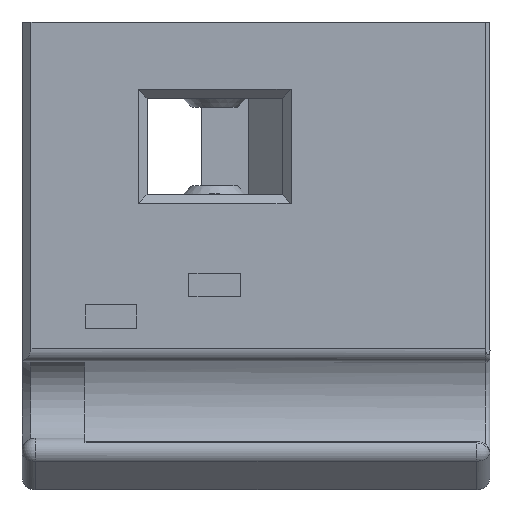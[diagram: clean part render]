
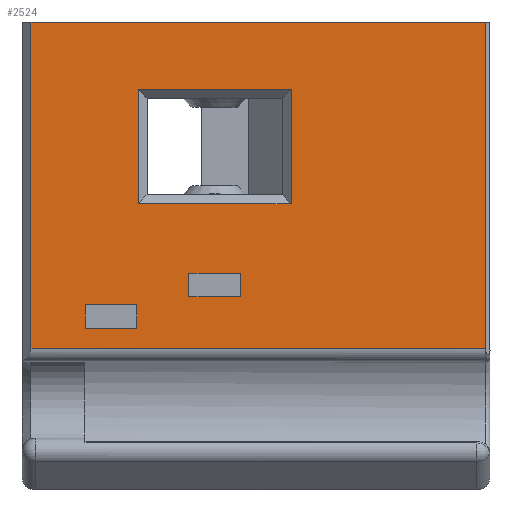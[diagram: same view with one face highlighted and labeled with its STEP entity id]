
A CAD part, front view. The second image highlights one B-rep face of the part: STEP entity #2524.
In plain terms, the highlighted planar face has unit normal (0, -1, 0).
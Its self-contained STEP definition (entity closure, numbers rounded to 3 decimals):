
#73=FACE_BOUND('',#342,.T.);
#74=FACE_BOUND('',#343,.T.);
#75=FACE_BOUND('',#344,.T.);
#198=FACE_OUTER_BOUND('',#341,.T.);
#341=EDGE_LOOP('',(#1809,#1810,#1811,#1812));
#342=EDGE_LOOP('',(#1813,#1814,#1815,#1816));
#343=EDGE_LOOP('',(#1817,#1818,#1819,#1820));
#344=EDGE_LOOP('',(#1821,#1822,#1823,#1824));
#542=LINE('',#3880,#831);
#543=LINE('',#3882,#832);
#544=LINE('',#3884,#833);
#545=LINE('',#3885,#834);
#546=LINE('',#3888,#835);
#547=LINE('',#3890,#836);
#548=LINE('',#3892,#837);
#549=LINE('',#3893,#838);
#550=LINE('',#3896,#839);
#551=LINE('',#3898,#840);
#552=LINE('',#3900,#841);
#553=LINE('',#3901,#842);
#554=LINE('',#3904,#843);
#555=LINE('',#3906,#844);
#556=LINE('',#3908,#845);
#557=LINE('',#3909,#846);
#831=VECTOR('',#3073,1000.);
#832=VECTOR('',#3074,1000.);
#833=VECTOR('',#3075,1000.);
#834=VECTOR('',#3076,1000.);
#835=VECTOR('',#3077,1000.);
#836=VECTOR('',#3078,1000.);
#837=VECTOR('',#3079,1000.);
#838=VECTOR('',#3080,1000.);
#839=VECTOR('',#3081,1000.);
#840=VECTOR('',#3082,1000.);
#841=VECTOR('',#3083,1000.);
#842=VECTOR('',#3084,1000.);
#843=VECTOR('',#3085,1000.);
#844=VECTOR('',#3086,1000.);
#845=VECTOR('',#3087,1000.);
#846=VECTOR('',#3088,1000.);
#1143=VERTEX_POINT('',#3878);
#1144=VERTEX_POINT('',#3879);
#1145=VERTEX_POINT('',#3881);
#1146=VERTEX_POINT('',#3883);
#1147=VERTEX_POINT('',#3886);
#1148=VERTEX_POINT('',#3887);
#1149=VERTEX_POINT('',#3889);
#1150=VERTEX_POINT('',#3891);
#1151=VERTEX_POINT('',#3894);
#1152=VERTEX_POINT('',#3895);
#1153=VERTEX_POINT('',#3897);
#1154=VERTEX_POINT('',#3899);
#1155=VERTEX_POINT('',#3902);
#1156=VERTEX_POINT('',#3903);
#1157=VERTEX_POINT('',#3905);
#1158=VERTEX_POINT('',#3907);
#1404=EDGE_CURVE('',#1143,#1144,#542,.T.);
#1405=EDGE_CURVE('',#1144,#1145,#543,.F.);
#1406=EDGE_CURVE('',#1145,#1146,#544,.T.);
#1407=EDGE_CURVE('',#1143,#1146,#545,.T.);
#1408=EDGE_CURVE('',#1147,#1148,#546,.T.);
#1409=EDGE_CURVE('',#1148,#1149,#547,.T.);
#1410=EDGE_CURVE('',#1149,#1150,#548,.T.);
#1411=EDGE_CURVE('',#1150,#1147,#549,.T.);
#1412=EDGE_CURVE('',#1151,#1152,#550,.T.);
#1413=EDGE_CURVE('',#1153,#1151,#551,.T.);
#1414=EDGE_CURVE('',#1154,#1153,#552,.T.);
#1415=EDGE_CURVE('',#1154,#1152,#553,.T.);
#1416=EDGE_CURVE('',#1155,#1156,#554,.T.);
#1417=EDGE_CURVE('',#1157,#1155,#555,.T.);
#1418=EDGE_CURVE('',#1157,#1158,#556,.T.);
#1419=EDGE_CURVE('',#1158,#1156,#557,.T.);
#1809=ORIENTED_EDGE('',*,*,#1404,.T.);
#1810=ORIENTED_EDGE('',*,*,#1405,.T.);
#1811=ORIENTED_EDGE('',*,*,#1406,.T.);
#1812=ORIENTED_EDGE('',*,*,#1407,.F.);
#1813=ORIENTED_EDGE('',*,*,#1408,.T.);
#1814=ORIENTED_EDGE('',*,*,#1409,.T.);
#1815=ORIENTED_EDGE('',*,*,#1410,.T.);
#1816=ORIENTED_EDGE('',*,*,#1411,.T.);
#1817=ORIENTED_EDGE('',*,*,#1412,.F.);
#1818=ORIENTED_EDGE('',*,*,#1413,.F.);
#1819=ORIENTED_EDGE('',*,*,#1414,.F.);
#1820=ORIENTED_EDGE('',*,*,#1415,.T.);
#1821=ORIENTED_EDGE('',*,*,#1416,.F.);
#1822=ORIENTED_EDGE('',*,*,#1417,.F.);
#1823=ORIENTED_EDGE('',*,*,#1418,.T.);
#1824=ORIENTED_EDGE('',*,*,#1419,.T.);
#2403=PLANE('',#2722);
#2524=ADVANCED_FACE('',(#198,#73,#74,#75),#2403,.F.);
#2722=AXIS2_PLACEMENT_3D('',#3877,#3071,#3072);
#3071=DIRECTION('center_axis',(0.,1.,0.));
#3072=DIRECTION('ref_axis',(0.,0.,1.));
#3073=DIRECTION('',(0.,0.,-1.));
#3074=DIRECTION('',(-1.,0.,0.));
#3075=DIRECTION('',(0.,0.,1.));
#3076=DIRECTION('',(1.,0.,0.));
#3077=DIRECTION('',(0.,0.,1.));
#3078=DIRECTION('',(1.,0.,0.));
#3079=DIRECTION('',(0.,0.,-1.));
#3080=DIRECTION('',(-1.,0.,0.));
#3081=DIRECTION('',(1.,0.,0.));
#3082=DIRECTION('',(0.,0.,-1.));
#3083=DIRECTION('',(-1.,0.,0.));
#3084=DIRECTION('',(0.,0.,-1.));
#3085=DIRECTION('',(1.,0.,0.));
#3086=DIRECTION('',(0.,0.,-1.));
#3087=DIRECTION('',(1.,0.,0.));
#3088=DIRECTION('',(0.,0.,-1.));
#3877=CARTESIAN_POINT('Origin',(104.422,-78.4,-2.308));
#3878=CARTESIAN_POINT('',(66.42,-78.4,45.071));
#3879=CARTESIAN_POINT('',(66.42,-78.4,8.821));
#3880=CARTESIAN_POINT('',(66.42,-78.4,1.257));
#3881=CARTESIAN_POINT('',(116.92,-78.4,8.821));
#3882=CARTESIAN_POINT('',(104.422,-78.4,8.821));
#3883=CARTESIAN_POINT('',(116.92,-78.4,45.071));
#3884=CARTESIAN_POINT('',(116.92,-78.4,-2.308));
#3885=CARTESIAN_POINT('',(66.918,-78.4,45.071));
#3886=CARTESIAN_POINT('',(78.32,-78.4,24.896));
#3887=CARTESIAN_POINT('',(78.32,-78.4,37.596));
#3888=CARTESIAN_POINT('',(78.32,-78.4,36.596));
#3889=CARTESIAN_POINT('',(95.32,-78.4,37.596));
#3890=CARTESIAN_POINT('',(104.422,-78.4,37.596));
#3891=CARTESIAN_POINT('',(95.32,-78.4,24.896));
#3892=CARTESIAN_POINT('',(95.32,-78.4,25.896));
#3893=CARTESIAN_POINT('',(79.32,-78.4,24.896));
#3894=CARTESIAN_POINT('',(83.97,-78.4,14.546));
#3895=CARTESIAN_POINT('',(89.67,-78.4,14.546));
#3896=CARTESIAN_POINT('',(86.82,-78.4,14.546));
#3897=CARTESIAN_POINT('',(83.97,-78.4,17.146));
#3898=CARTESIAN_POINT('',(83.97,-78.4,16.646));
#3899=CARTESIAN_POINT('',(89.67,-78.4,17.146));
#3900=CARTESIAN_POINT('',(86.82,-78.4,17.146));
#3901=CARTESIAN_POINT('',(89.67,-78.4,16.646));
#3902=CARTESIAN_POINT('',(72.47,-78.4,11.046));
#3903=CARTESIAN_POINT('',(78.17,-78.4,11.046));
#3904=CARTESIAN_POINT('',(75.32,-78.4,11.046));
#3905=CARTESIAN_POINT('',(72.47,-78.4,13.646));
#3906=CARTESIAN_POINT('',(72.47,-78.4,12.483));
#3907=CARTESIAN_POINT('',(78.17,-78.4,13.646));
#3908=CARTESIAN_POINT('',(75.32,-78.4,13.646));
#3909=CARTESIAN_POINT('',(78.17,-78.4,13.483));
